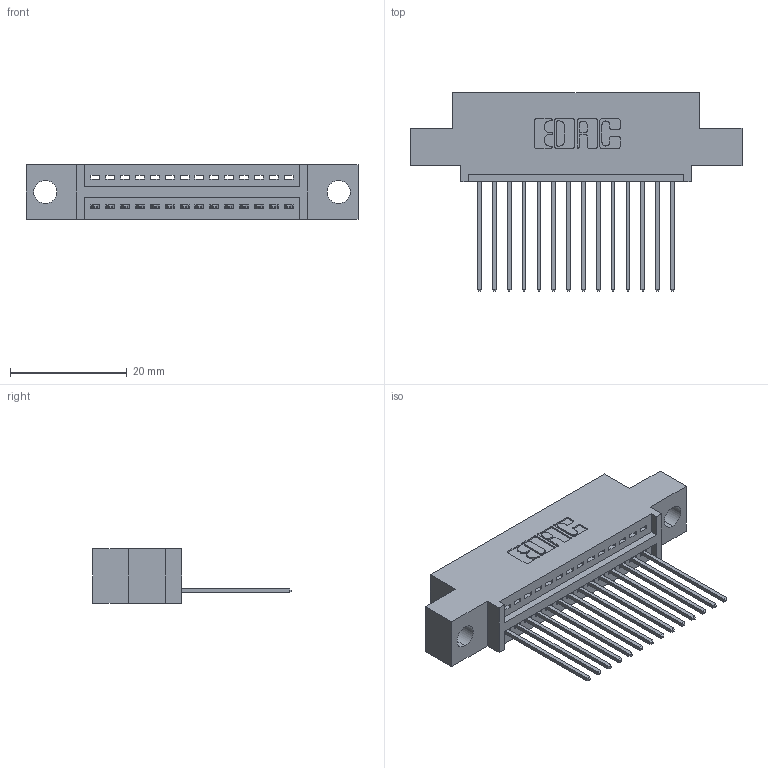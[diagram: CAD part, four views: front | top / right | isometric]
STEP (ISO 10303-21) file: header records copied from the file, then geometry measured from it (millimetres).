
FILE_DESCRIPTION (( 'STEP AP203' ), '1' );
FILE_NAME ('395-014-541-404.STEP', '2021-05-31T14:20:38', ( '' ), ( '' ), 'SwSTEP 2.0', 'SolidWorks 2020', '' );
FILE_SCHEMA (( 'CONFIG_CONTROL_DESIGN' ));
Length unit declared in the file: inch
Products named in the file (3): 345-292-001_345-293-141; 345 Part_0.110 Offset - 0.156 Dia-TI; 395-014-541-404
Assembly tree (15 placements, depth 2):
  395-014-541-404
    345 Part_0.110 Offset - 0.156 Dia-TI
    345-292-001_345-293-141  x14
Bounding box: 56.77 x 33.96 x 9.4 mm (x, y, z)
Volume: 5029.5 mm3; surface area: 6499.4 mm2
Topology: 15 solids, 15 shells, 956 faces, 2853 edges, 1882 vertices
Faces by surface type: plane 658, cylinder 298
Entity records: 14875 total; most frequent: CARTESIAN_POINT 2588, ORIENTED_EDGE 2534, DIRECTION 2299, EDGE_CURVE 1267, LINE 1079, VECTOR 1079, VERTEX_POINT 842, AXIS2_PLACEMENT_3D 610
